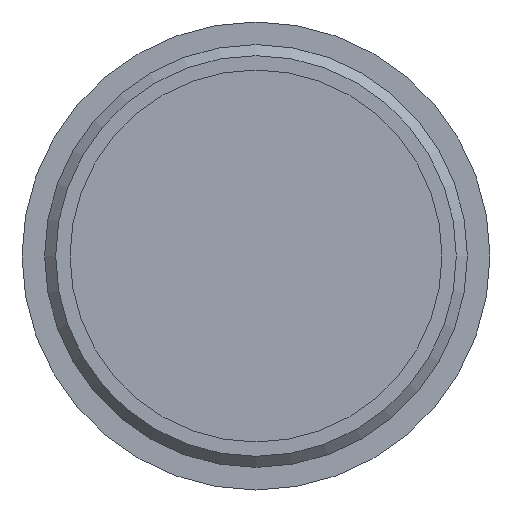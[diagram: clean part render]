
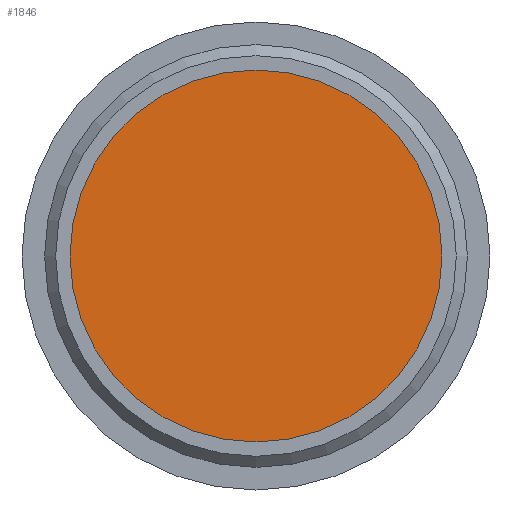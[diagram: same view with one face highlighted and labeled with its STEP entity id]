
A CAD part, front view. The second image highlights one B-rep face of the part: STEP entity #1846.
In plain terms, the highlighted planar face has unit normal (0, -1, 0).
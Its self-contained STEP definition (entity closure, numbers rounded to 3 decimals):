
#109 = CIRCLE ( 'NONE', #1115, 16.85 ) ;
#157 = FACE_OUTER_BOUND ( 'NONE', #1947, .T. ) ;
#327 = CARTESIAN_POINT ( 'NONE',  ( 0., 30., -16.85 ) ) ;
#384 = DIRECTION ( 'NONE',  ( 0., -1., 0. ) ) ;
#683 = DIRECTION ( 'NONE',  ( 0., 0., -1. ) ) ;
#684 = PLANE ( 'NONE',  #1870 ) ;
#730 = EDGE_CURVE ( 'NONE', #1025, #1025, #109, .T. ) ;
#987 = DIRECTION ( 'NONE',  ( 0., -1., 0. ) ) ;
#1025 = VERTEX_POINT ( 'NONE', #327 ) ;
#1115 = AXIS2_PLACEMENT_3D ( 'NONE', #1921, #987, #683 ) ;
#1126 = ORIENTED_EDGE ( 'NONE', *, *, #730, .T. ) ;
#1461 = DIRECTION ( 'NONE',  ( 0., 0., -1. ) ) ;
#1846 = ADVANCED_FACE ( 'NONE', ( #157 ), #684, .T. ) ;
#1870 = AXIS2_PLACEMENT_3D ( 'NONE', #1922, #384, #1461 ) ;
#1921 = CARTESIAN_POINT ( 'NONE',  ( 0., 30., 0. ) ) ;
#1922 = CARTESIAN_POINT ( 'NONE',  ( 0., 30., 0. ) ) ;
#1947 = EDGE_LOOP ( 'NONE', ( #1126 ) ) ;
